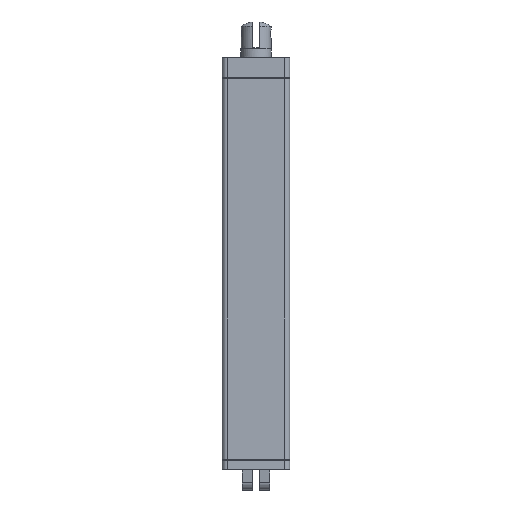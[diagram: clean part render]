
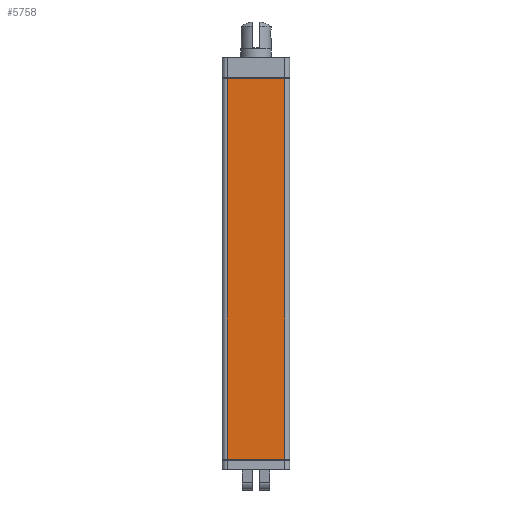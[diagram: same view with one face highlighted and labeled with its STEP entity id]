
A CAD part, front view. The second image highlights one B-rep face of the part: STEP entity #5758.
In plain terms, the highlighted planar face has unit normal (0, -1, 0).
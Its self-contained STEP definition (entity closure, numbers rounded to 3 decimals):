
#3744 = PLANE('',#3745);
#3745 = AXIS2_PLACEMENT_3D('',#3746,#3747,#3748);
#3746 = CARTESIAN_POINT('',(22.479,0.,268.15));
#3747 = DIRECTION('',(0.,-1.,0.));
#3748 = DIRECTION('',(0.,0.,-1.));
#5076 = VERTEX_POINT('',#5077);
#5077 = CARTESIAN_POINT('',(3.175,0.,261.2));
#5092 = CYLINDRICAL_SURFACE('',#5093,3.175);
#5093 = AXIS2_PLACEMENT_3D('',#5094,#5095,#5096);
#5094 = CARTESIAN_POINT('',(3.175,3.175,261.5));
#5095 = DIRECTION('',(0.,0.,1.));
#5096 = DIRECTION('',(-0.707,-0.707,0.));
#5130 = EDGE_CURVE('',#5131,#5076,#5133,.T.);
#5131 = VERTEX_POINT('',#5132);
#5132 = CARTESIAN_POINT('',(41.783,0.,261.2));
#5133 = SURFACE_CURVE('',#5134,(#5138,#5145),.PCURVE_S1.);
#5134 = LINE('',#5135,#5136);
#5135 = CARTESIAN_POINT('',(1.588,0.,261.2));
#5136 = VECTOR('',#5137,1.);
#5137 = DIRECTION('',(-1.,0.,0.));
#5138 = PCURVE('',#3744,#5139);
#5139 = DEFINITIONAL_REPRESENTATION('',(#5140),#5144);
#5140 = LINE('',#5141,#5142);
#5141 = CARTESIAN_POINT('',(6.95,-20.892));
#5142 = VECTOR('',#5143,1.);
#5143 = DIRECTION('',(0.,-1.));
#5144 = ( GEOMETRIC_REPRESENTATION_CONTEXT(2) 
PARAMETRIC_REPRESENTATION_CONTEXT() REPRESENTATION_CONTEXT('2D SPACE',''
  ) );
#5145 = PCURVE('',#5146,#5151);
#5146 = PLANE('',#5147);
#5147 = AXIS2_PLACEMENT_3D('',#5148,#5149,#5150);
#5148 = CARTESIAN_POINT('',(41.783,0.,261.5));
#5149 = DIRECTION('',(0.,1.,0.));
#5150 = DIRECTION('',(-1.,0.,0.));
#5151 = DEFINITIONAL_REPRESENTATION('',(#5152),#5156);
#5152 = LINE('',#5153,#5154);
#5153 = CARTESIAN_POINT('',(40.196,-0.3));
#5154 = VECTOR('',#5155,1.);
#5155 = DIRECTION('',(1.,0.));
#5156 = ( GEOMETRIC_REPRESENTATION_CONTEXT(2) 
PARAMETRIC_REPRESENTATION_CONTEXT() REPRESENTATION_CONTEXT('2D SPACE',''
  ) );
#5288 = CYLINDRICAL_SURFACE('',#5289,3.175);
#5289 = AXIS2_PLACEMENT_3D('',#5290,#5291,#5292);
#5290 = CARTESIAN_POINT('',(41.783,3.175,261.5));
#5291 = DIRECTION('',(0.,0.,1.));
#5292 = DIRECTION('',(0.707,-0.707,0.));
#5710 = VERTEX_POINT('',#5711);
#5711 = CARTESIAN_POINT('',(3.175,0.,7.));
#5738 = EDGE_CURVE('',#5076,#5710,#5739,.T.);
#5739 = SURFACE_CURVE('',#5740,(#5744,#5751),.PCURVE_S1.);
#5740 = LINE('',#5741,#5742);
#5741 = CARTESIAN_POINT('',(3.175,0.,261.5));
#5742 = VECTOR('',#5743,1.);
#5743 = DIRECTION('',(0.,0.,-1.));
#5744 = PCURVE('',#5092,#5745);
#5745 = DEFINITIONAL_REPRESENTATION('',(#5746),#5750);
#5746 = LINE('',#5747,#5748);
#5747 = CARTESIAN_POINT('',(7.069,0.));
#5748 = VECTOR('',#5749,1.);
#5749 = DIRECTION('',(0.,-1.));
#5750 = ( GEOMETRIC_REPRESENTATION_CONTEXT(2) 
PARAMETRIC_REPRESENTATION_CONTEXT() REPRESENTATION_CONTEXT('2D SPACE',''
  ) );
#5751 = PCURVE('',#5146,#5752);
#5752 = DEFINITIONAL_REPRESENTATION('',(#5753),#5757);
#5753 = LINE('',#5754,#5755);
#5754 = CARTESIAN_POINT('',(38.608,0.));
#5755 = VECTOR('',#5756,1.);
#5756 = DIRECTION('',(0.,-1.));
#5757 = ( GEOMETRIC_REPRESENTATION_CONTEXT(2) 
PARAMETRIC_REPRESENTATION_CONTEXT() REPRESENTATION_CONTEXT('2D SPACE',''
  ) );
#5758 = ADVANCED_FACE('',(#5759),#5146,.F.);
#5759 = FACE_BOUND('',#5760,.F.);
#5760 = EDGE_LOOP('',(#5761,#5762,#5785,#5811));
#5761 = ORIENTED_EDGE('',*,*,#5130,.F.);
#5762 = ORIENTED_EDGE('',*,*,#5763,.T.);
#5763 = EDGE_CURVE('',#5131,#5764,#5766,.T.);
#5764 = VERTEX_POINT('',#5765);
#5765 = CARTESIAN_POINT('',(41.783,0.,7.));
#5766 = SURFACE_CURVE('',#5767,(#5771,#5778),.PCURVE_S1.);
#5767 = LINE('',#5768,#5769);
#5768 = CARTESIAN_POINT('',(41.783,0.,261.5));
#5769 = VECTOR('',#5770,1.);
#5770 = DIRECTION('',(0.,0.,-1.));
#5771 = PCURVE('',#5146,#5772);
#5772 = DEFINITIONAL_REPRESENTATION('',(#5773),#5777);
#5773 = LINE('',#5774,#5775);
#5774 = CARTESIAN_POINT('',(0.,0.));
#5775 = VECTOR('',#5776,1.);
#5776 = DIRECTION('',(0.,-1.));
#5777 = ( GEOMETRIC_REPRESENTATION_CONTEXT(2) 
PARAMETRIC_REPRESENTATION_CONTEXT() REPRESENTATION_CONTEXT('2D SPACE',''
  ) );
#5778 = PCURVE('',#5288,#5779);
#5779 = DEFINITIONAL_REPRESENTATION('',(#5780),#5784);
#5780 = LINE('',#5781,#5782);
#5781 = CARTESIAN_POINT('',(5.498,0.));
#5782 = VECTOR('',#5783,1.);
#5783 = DIRECTION('',(0.,-1.));
#5784 = ( GEOMETRIC_REPRESENTATION_CONTEXT(2) 
PARAMETRIC_REPRESENTATION_CONTEXT() REPRESENTATION_CONTEXT('2D SPACE',''
  ) );
#5785 = ORIENTED_EDGE('',*,*,#5786,.T.);
#5786 = EDGE_CURVE('',#5764,#5710,#5787,.T.);
#5787 = SURFACE_CURVE('',#5788,(#5792,#5799),.PCURVE_S1.);
#5788 = LINE('',#5789,#5790);
#5789 = CARTESIAN_POINT('',(0.338,0.,7.));
#5790 = VECTOR('',#5791,1.);
#5791 = DIRECTION('',(-1.,0.,0.));
#5792 = PCURVE('',#5146,#5793);
#5793 = DEFINITIONAL_REPRESENTATION('',(#5794),#5798);
#5794 = LINE('',#5795,#5796);
#5795 = CARTESIAN_POINT('',(41.446,-254.5));
#5796 = VECTOR('',#5797,1.);
#5797 = DIRECTION('',(1.,0.));
#5798 = ( GEOMETRIC_REPRESENTATION_CONTEXT(2) 
PARAMETRIC_REPRESENTATION_CONTEXT() REPRESENTATION_CONTEXT('2D SPACE',''
  ) );
#5799 = PCURVE('',#5800,#5805);
#5800 = PLANE('',#5801);
#5801 = AXIS2_PLACEMENT_3D('',#5802,#5803,#5804);
#5802 = CARTESIAN_POINT('',(3.175,0.,0.));
#5803 = DIRECTION('',(0.,-1.,0.));
#5804 = DIRECTION('',(-1.,0.,0.));
#5805 = DEFINITIONAL_REPRESENTATION('',(#5806),#5810);
#5806 = LINE('',#5807,#5808);
#5807 = CARTESIAN_POINT('',(2.838,-7.));
#5808 = VECTOR('',#5809,1.);
#5809 = DIRECTION('',(1.,0.));
#5810 = ( GEOMETRIC_REPRESENTATION_CONTEXT(2) 
PARAMETRIC_REPRESENTATION_CONTEXT() REPRESENTATION_CONTEXT('2D SPACE',''
  ) );
#5811 = ORIENTED_EDGE('',*,*,#5738,.F.);
